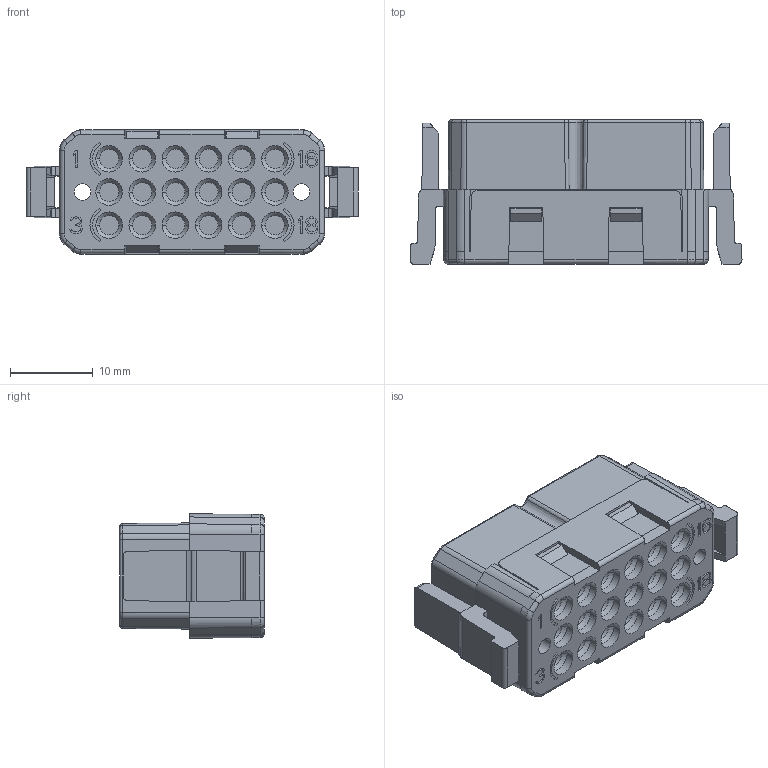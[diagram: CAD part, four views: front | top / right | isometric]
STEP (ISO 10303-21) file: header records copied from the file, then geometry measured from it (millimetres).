
FILE_DESCRIPTION((''),'2;1');
FILE_NAME('ZL-018-FA','2022-06-29T',('cc.ye'),(''),'PRO/ENGINEER BY PARAMETRIC TECHNOLOGY CORPORATION, 2010280','PRO/ENGINEER BY PARAMETRIC TECHNOLOGY CORPORATION, 2010280','');
FILE_SCHEMA(('AUTOMOTIVE_DESIGN { 1 0 10303 214 1 1 1 1 }'));
Length unit declared in the file: millimetre
Products named in the file (1): ZL-018-FA
Bounding box: 40.03 x 17.4 x 15 mm (x, y, z)
Volume: 6711.2 mm3; surface area: 5852.7 mm2
Topology: 1 solids, 13 shells, 1135 faces, 2926 edges, 1892 vertices
Faces by surface type: plane 724, cylinder 277, cone 103, bspline 20, torus 11
Entity records: 42884 total; most frequent: CARTESIAN_POINT 7639, ORIENTED_EDGE 5852, DIRECTION 5449, EDGE_CURVE 2926, VECTOR 2197, LINE 2197, VERTEX_POINT 1892, AXIS2_PLACEMENT_3D 1626
